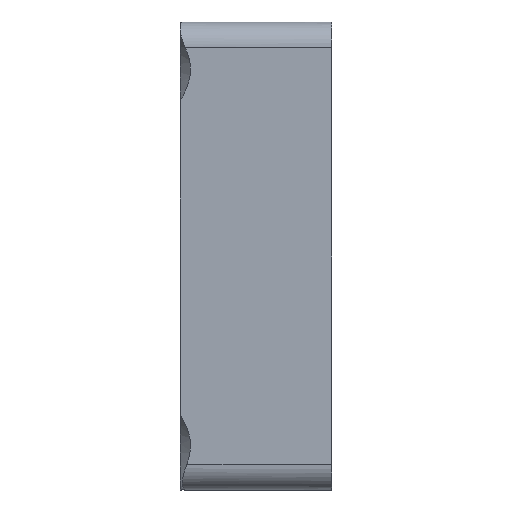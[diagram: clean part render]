
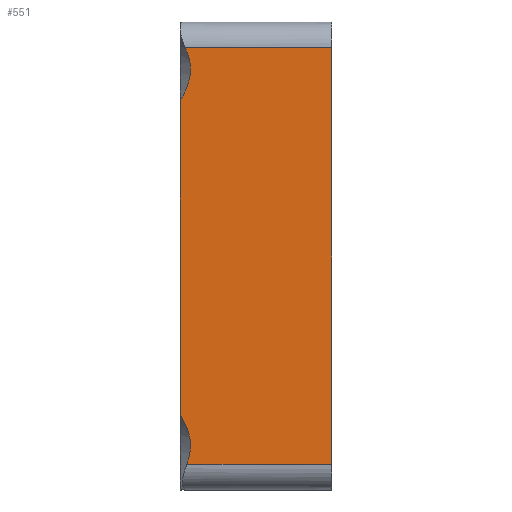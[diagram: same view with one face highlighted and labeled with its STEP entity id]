
A CAD part, left-side view. The second image highlights one B-rep face of the part: STEP entity #551.
In plain terms, the highlighted planar face has unit normal (-1, 0, 0).
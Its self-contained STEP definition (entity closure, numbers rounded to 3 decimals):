
#25 = EDGE_CURVE ( 'NONE', #930, #1910, #869, .T. ) ;
#33 = CARTESIAN_POINT ( 'NONE',  ( 0., 11.565, -5.801 ) ) ;
#46 = CARTESIAN_POINT ( 'NONE',  ( 0., 11.027, -32.165 ) ) ;
#197 = CARTESIAN_POINT ( 'NONE',  ( 0., 11.42, -31.051 ) ) ;
#212 = VECTOR ( 'NONE', #555, 1000. ) ;
#285 = CARTESIAN_POINT ( 'NONE',  ( 0., 10.983, -3.199 ) ) ;
#294 = CARTESIAN_POINT ( 'NONE',  ( 0., 11.001, -4.279 ) ) ;
#319 = DIRECTION ( 'NONE',  ( 0., 0., 1. ) ) ;
#333 = VECTOR ( 'NONE', #550, 1000. ) ;
#450 = ORIENTED_EDGE ( 'NONE', *, *, #25, .T. ) ;
#453 = FACE_OUTER_BOUND ( 'NONE', #961, .T. ) ;
#533 = CARTESIAN_POINT ( 'NONE',  ( 0., 11.248, -34.32 ) ) ;
#543 = VECTOR ( 'NONE', #319, 1000. ) ;
#550 = DIRECTION ( 'NONE',  ( 0., -1., 0. ) ) ;
#551 = ADVANCED_FACE ( 'NONE', ( #453 ), #956, .F. ) ;
#555 = DIRECTION ( 'NONE',  ( 0., 0., 1. ) ) ;
#557 = CARTESIAN_POINT ( 'NONE',  ( 0., 10.96, -33.174 ) ) ;
#570 = CARTESIAN_POINT ( 'NONE',  ( 0., 11.75, -6.113 ) ) ;
#634 = CARTESIAN_POINT ( 'NONE',  ( 0., 11.75, -30.461 ) ) ;
#642 = CARTESIAN_POINT ( 'NONE',  ( 0., 10.961, -3.379 ) ) ;
#654 = LINE ( 'NONE', #797, #543 ) ;
#673 = DIRECTION ( 'NONE',  ( 0., 1., 0. ) ) ;
#704 = CARTESIAN_POINT ( 'NONE',  ( 0., 11.75, -34.32 ) ) ;
#706 = CARTESIAN_POINT ( 'NONE',  ( 0., 0., -34.32 ) ) ;
#719 = CARTESIAN_POINT ( 'NONE',  ( 0., 11.193, -4.975 ) ) ;
#725 = CARTESIAN_POINT ( 'NONE',  ( 0., 11.224, -31.516 ) ) ;
#744 = CARTESIAN_POINT ( 'NONE',  ( 0., 10.95, -33.003 ) ) ;
#797 = CARTESIAN_POINT ( 'NONE',  ( 0., 11.75, -36.32 ) ) ;
#867 = CARTESIAN_POINT ( 'NONE',  ( 0., 11.397, -5.48 ) ) ;
#869 = LINE ( 'NONE', #2270, #1369 ) ;
#892 = B_SPLINE_CURVE_WITH_KNOTS ( 'NONE', 3,
 ( #894, #1607, #197, #725, #2135, #2145, #46, #1092, #1429, #744, #557, #1258, #1800, #533 ),
 .UNSPECIFIED., .F., .F.,
 ( 4, 2, 2, 2, 2, 2, 4 ),
 ( 0., 0.001, 0.002, 0.002, 0.003, 0.003, 0.004 ),
 .UNSPECIFIED. ) ;
#894 = CARTESIAN_POINT ( 'NONE',  ( 0., 11.75, -30.461 ) ) ;
#930 = VERTEX_POINT ( 'NONE', #1452 ) ;
#956 = PLANE ( 'NONE',  #1520 ) ;
#961 = EDGE_LOOP ( 'NONE', ( #1038, #1451, #2093, #1977, #450, #1534 ) ) ;
#978 = EDGE_CURVE ( 'NONE', #1204, #1926, #1101, .T. ) ;
#989 = CARTESIAN_POINT ( 'NONE',  ( 0., 11.75, -36.32 ) ) ;
#994 = CARTESIAN_POINT ( 'NONE',  ( 0., 11.037, -4.455 ) ) ;
#1028 = CARTESIAN_POINT ( 'NONE',  ( 0., 11.75, -6.113 ) ) ;
#1038 = ORIENTED_EDGE ( 'NONE', *, *, #1796, .F. ) ;
#1075 = LINE ( 'NONE', #1928, #212 ) ;
#1092 = CARTESIAN_POINT ( 'NONE',  ( 0., 10.971, -32.498 ) ) ;
#1101 = LINE ( 'NONE', #704, #333 ) ;
#1137 = CARTESIAN_POINT ( 'NONE',  ( 0., 11.356, -2. ) ) ;
#1204 = VERTEX_POINT ( 'NONE', #1742 ) ;
#1258 = CARTESIAN_POINT ( 'NONE',  ( 0., 11.028, -33.679 ) ) ;
#1327 = EDGE_CURVE ( 'NONE', #2168, #1204, #892, .T. ) ;
#1332 = CARTESIAN_POINT ( 'NONE',  ( 0., 11.206, -2.331 ) ) ;
#1342 = CARTESIAN_POINT ( 'NONE',  ( 0., 10.948, -3.744 ) ) ;
#1369 = VECTOR ( 'NONE', #673, 1000. ) ;
#1429 = CARTESIAN_POINT ( 'NONE',  ( 0., 10.955, -32.666 ) ) ;
#1451 = ORIENTED_EDGE ( 'NONE', *, *, #1327, .T. ) ;
#1452 = CARTESIAN_POINT ( 'NONE',  ( 0., 0., -2. ) ) ;
#1520 = AXIS2_PLACEMENT_3D ( 'NONE', #989, #1828, #1522 ) ;
#1522 = DIRECTION ( 'NONE',  ( 0., 0., -1. ) ) ;
#1534 = ORIENTED_EDGE ( 'NONE', *, *, #1829, .T. ) ;
#1558 = EDGE_CURVE ( 'NONE', #1926, #930, #1075, .T. ) ;
#1607 = CARTESIAN_POINT ( 'NONE',  ( 0., 11.577, -30.752 ) ) ;
#1742 = CARTESIAN_POINT ( 'NONE',  ( 0., 11.248, -34.32 ) ) ;
#1749 = CARTESIAN_POINT ( 'NONE',  ( 0., 11.133, -4.803 ) ) ;
#1796 = EDGE_CURVE ( 'NONE', #2168, #2048, #654, .T. ) ;
#1800 = CARTESIAN_POINT ( 'NONE',  ( 0., 11.122, -34.003 ) ) ;
#1828 = DIRECTION ( 'NONE',  ( 1., 0., 0. ) ) ;
#1829 = EDGE_CURVE ( 'NONE', #1910, #2048, #1994, .T. ) ;
#1867 = CARTESIAN_POINT ( 'NONE',  ( 0., 11.087, -2.67 ) ) ;
#1910 = VERTEX_POINT ( 'NONE', #1914 ) ;
#1914 = CARTESIAN_POINT ( 'NONE',  ( 0., 11.356, -2. ) ) ;
#1926 = VERTEX_POINT ( 'NONE', #706 ) ;
#1928 = CARTESIAN_POINT ( 'NONE',  ( 0., 0., -36.32 ) ) ;
#1977 = ORIENTED_EDGE ( 'NONE', *, *, #1558, .T. ) ;
#1994 = B_SPLINE_CURVE_WITH_KNOTS ( 'NONE', 3,
 ( #1137, #1332, #1867, #285, #642, #1342, #2059, #294, #994, #1749, #719, #867, #33, #1028 ),
 .UNSPECIFIED., .F., .F.,
 ( 4, 2, 2, 2, 2, 2, 4 ),
 ( 0., 0.001, 0.002, 0.002, 0.003, 0.003, 0.004 ),
 .UNSPECIFIED. ) ;
#2048 = VERTEX_POINT ( 'NONE', #570 ) ;
#2059 = CARTESIAN_POINT ( 'NONE',  ( 0., 10.956, -3.924 ) ) ;
#2093 = ORIENTED_EDGE ( 'NONE', *, *, #978, .T. ) ;
#2135 = CARTESIAN_POINT ( 'NONE',  ( 0., 11.166, -31.674 ) ) ;
#2145 = CARTESIAN_POINT ( 'NONE',  ( 0., 11.067, -31.999 ) ) ;
#2168 = VERTEX_POINT ( 'NONE', #634 ) ;
#2270 = CARTESIAN_POINT ( 'NONE',  ( 0., 11.75, -2. ) ) ;
